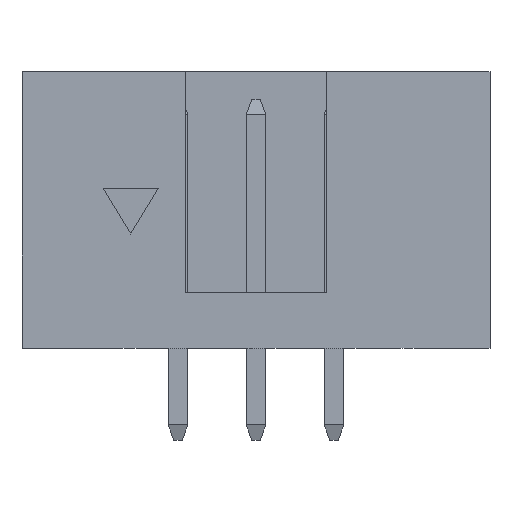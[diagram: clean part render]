
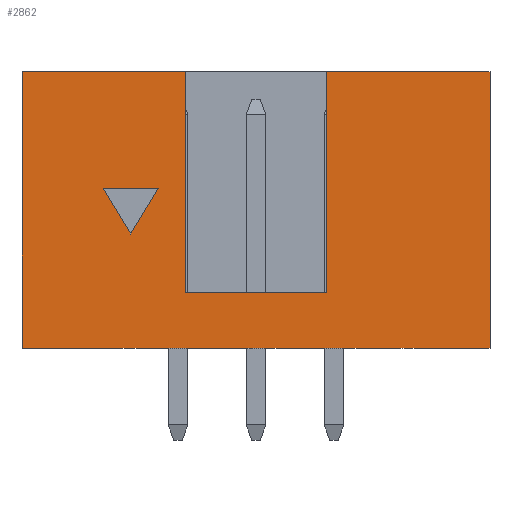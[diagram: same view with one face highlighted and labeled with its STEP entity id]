
A CAD part, front view. The second image highlights one B-rep face of the part: STEP entity #2862.
In plain terms, the highlighted planar face has unit normal (0, -1, 0).
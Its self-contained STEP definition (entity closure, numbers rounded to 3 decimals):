
#20 = ORIENTED_EDGE ( 'NONE', *, *, #2535, .T. ) ;
#68 = DIRECTION ( 'NONE',  ( 0., 1., 0. ) ) ;
#129 = EDGE_CURVE ( 'NONE', #3549, #1018, #3971, .T. ) ;
#142 = DIRECTION ( 'NONE',  ( -1., 0., 0. ) ) ;
#182 = VECTOR ( 'NONE', #3981, 1000. ) ;
#226 = VECTOR ( 'NONE', #1361, 1000. ) ;
#233 = VECTOR ( 'NONE', #142, 1000. ) ;
#306 = VECTOR ( 'NONE', #998, 1000. ) ;
#319 = EDGE_CURVE ( 'NONE', #1829, #508, #4333, .T. ) ;
#363 = CARTESIAN_POINT ( 'NONE',  ( -7.62, -4.375, 9. ) ) ;
#367 = VERTEX_POINT ( 'NONE', #2212 ) ;
#474 = VECTOR ( 'NONE', #3909, 1000. ) ;
#508 = VERTEX_POINT ( 'NONE', #2676 ) ;
#536 = LINE ( 'NONE', #1633, #1171 ) ;
#585 = CARTESIAN_POINT ( 'NONE',  ( -2.3, -4.375, 9. ) ) ;
#684 = LINE ( 'NONE', #1094, #2773 ) ;
#872 = CARTESIAN_POINT ( 'NONE',  ( 7.62, -4.375, 1.8 ) ) ;
#890 = ORIENTED_EDGE ( 'NONE', *, *, #3462, .F. ) ;
#901 = CARTESIAN_POINT ( 'NONE',  ( -4.081, -4.375, 3.716 ) ) ;
#998 = DIRECTION ( 'NONE',  ( 0., 0., -1. ) ) ;
#1018 = VERTEX_POINT ( 'NONE', #3807 ) ;
#1091 = ORIENTED_EDGE ( 'NONE', *, *, #2672, .F. ) ;
#1094 = CARTESIAN_POINT ( 'NONE',  ( -2.3, -4.375, -2.869 ) ) ;
#1171 = VECTOR ( 'NONE', #3375, 1000. ) ;
#1183 = EDGE_CURVE ( 'NONE', #3549, #508, #2274, .T. ) ;
#1216 = EDGE_CURVE ( 'NONE', #4385, #1018, #536, .T. ) ;
#1235 = EDGE_CURVE ( 'NONE', #2835, #1375, #3442, .T. ) ;
#1279 = CARTESIAN_POINT ( 'NONE',  ( -2.3, -4.375, 1.8 ) ) ;
#1315 = EDGE_CURVE ( 'NONE', #367, #4385, #2767, .T. ) ;
#1319 = CARTESIAN_POINT ( 'NONE',  ( -4.976, -4.375, 5.19 ) ) ;
#1357 = LINE ( 'NONE', #1319, #3429 ) ;
#1361 = DIRECTION ( 'NONE',  ( 0.52, 0., -0.854 ) ) ;
#1375 = VERTEX_POINT ( 'NONE', #2162 ) ;
#1496 = PLANE ( 'NONE',  #3161 ) ;
#1619 = ORIENTED_EDGE ( 'NONE', *, *, #319, .F. ) ;
#1633 = CARTESIAN_POINT ( 'NONE',  ( -7.62, -4.375, 0. ) ) ;
#1783 = CARTESIAN_POINT ( 'NONE',  ( -4.081, -4.375, 3.716 ) ) ;
#1808 = CARTESIAN_POINT ( 'NONE',  ( -7.62, -4.375, 1.8 ) ) ;
#1819 = CARTESIAN_POINT ( 'NONE',  ( -7.62, -4.375, 0. ) ) ;
#1829 = VERTEX_POINT ( 'NONE', #3719 ) ;
#1843 = VERTEX_POINT ( 'NONE', #4082 ) ;
#1909 = ORIENTED_EDGE ( 'NONE', *, *, #1216, .T. ) ;
#1917 = DIRECTION ( 'NONE',  ( 1., 0., 0. ) ) ;
#1953 = ORIENTED_EDGE ( 'NONE', *, *, #1235, .F. ) ;
#2066 = DIRECTION ( 'NONE',  ( 0.52, 0., 0.854 ) ) ;
#2109 = DIRECTION ( 'NONE',  ( -1., 0., 0. ) ) ;
#2162 = CARTESIAN_POINT ( 'NONE',  ( -3.185, -4.375, 5.19 ) ) ;
#2199 = FACE_OUTER_BOUND ( 'NONE', #3999, .T. ) ;
#2212 = CARTESIAN_POINT ( 'NONE',  ( -7.62, -4.375, 9. ) ) ;
#2266 = CARTESIAN_POINT ( 'NONE',  ( -2.3, -4.375, 1.8 ) ) ;
#2274 = LINE ( 'NONE', #4068, #233 ) ;
#2296 = ORIENTED_EDGE ( 'NONE', *, *, #1183, .T. ) ;
#2398 = VECTOR ( 'NONE', #1917, 1000. ) ;
#2451 = DIRECTION ( 'NONE',  ( 0., 0., 1. ) ) ;
#2535 = EDGE_CURVE ( 'NONE', #2718, #367, #3822, .T. ) ;
#2550 = EDGE_CURVE ( 'NONE', #4091, #2718, #684, .T. ) ;
#2672 = EDGE_CURVE ( 'NONE', #4091, #1829, #4017, .T. ) ;
#2676 = CARTESIAN_POINT ( 'NONE',  ( 2.3, -4.375, 9. ) ) ;
#2718 = VERTEX_POINT ( 'NONE', #585 ) ;
#2767 = LINE ( 'NONE', #3103, #306 ) ;
#2773 = VECTOR ( 'NONE', #3883, 1000. ) ;
#2807 = ORIENTED_EDGE ( 'NONE', *, *, #3267, .F. ) ;
#2835 = VERTEX_POINT ( 'NONE', #901 ) ;
#2862 = ADVANCED_FACE ( 'NONE', ( #4294, #2199 ), #1496, .F. ) ;
#2941 = ORIENTED_EDGE ( 'NONE', *, *, #2550, .T. ) ;
#3103 = CARTESIAN_POINT ( 'NONE',  ( -7.62, -4.375, 1.8 ) ) ;
#3161 = AXIS2_PLACEMENT_3D ( 'NONE', #1808, #68, #2451 ) ;
#3267 = EDGE_CURVE ( 'NONE', #1843, #2835, #4548, .T. ) ;
#3375 = DIRECTION ( 'NONE',  ( 1., 0., 0. ) ) ;
#3429 = VECTOR ( 'NONE', #2109, 1000. ) ;
#3442 = LINE ( 'NONE', #4480, #4130 ) ;
#3462 = EDGE_CURVE ( 'NONE', #1375, #1843, #1357, .T. ) ;
#3549 = VERTEX_POINT ( 'NONE', #3551 ) ;
#3551 = CARTESIAN_POINT ( 'NONE',  ( 7.62, -4.375, 9. ) ) ;
#3564 = DIRECTION ( 'NONE',  ( 0., 0., -1. ) ) ;
#3660 = ORIENTED_EDGE ( 'NONE', *, *, #129, .F. ) ;
#3683 = ORIENTED_EDGE ( 'NONE', *, *, #1315, .T. ) ;
#3714 = EDGE_LOOP ( 'NONE', ( #1953, #2807, #890 ) ) ;
#3719 = CARTESIAN_POINT ( 'NONE',  ( 2.3, -4.375, 1.8 ) ) ;
#3807 = CARTESIAN_POINT ( 'NONE',  ( 7.62, -4.375, 0. ) ) ;
#3822 = LINE ( 'NONE', #363, #474 ) ;
#3883 = DIRECTION ( 'NONE',  ( 0., 0., 1. ) ) ;
#3909 = DIRECTION ( 'NONE',  ( -1., 0., 0. ) ) ;
#3971 = LINE ( 'NONE', #872, #4071 ) ;
#3981 = DIRECTION ( 'NONE',  ( 0., 0., 1. ) ) ;
#3999 = EDGE_LOOP ( 'NONE', ( #1091, #2941, #20, #3683, #1909, #3660, #2296, #1619 ) ) ;
#4017 = LINE ( 'NONE', #2266, #2398 ) ;
#4068 = CARTESIAN_POINT ( 'NONE',  ( -7.62, -4.375, 9. ) ) ;
#4071 = VECTOR ( 'NONE', #3564, 1000. ) ;
#4082 = CARTESIAN_POINT ( 'NONE',  ( -4.976, -4.375, 5.19 ) ) ;
#4091 = VERTEX_POINT ( 'NONE', #1279 ) ;
#4130 = VECTOR ( 'NONE', #2066, 1000. ) ;
#4284 = CARTESIAN_POINT ( 'NONE',  ( 2.3, -4.375, -2.869 ) ) ;
#4294 = FACE_BOUND ( 'NONE', #3714, .T. ) ;
#4333 = LINE ( 'NONE', #4284, #182 ) ;
#4385 = VERTEX_POINT ( 'NONE', #1819 ) ;
#4480 = CARTESIAN_POINT ( 'NONE',  ( -3.185, -4.375, 5.19 ) ) ;
#4548 = LINE ( 'NONE', #1783, #226 ) ;
